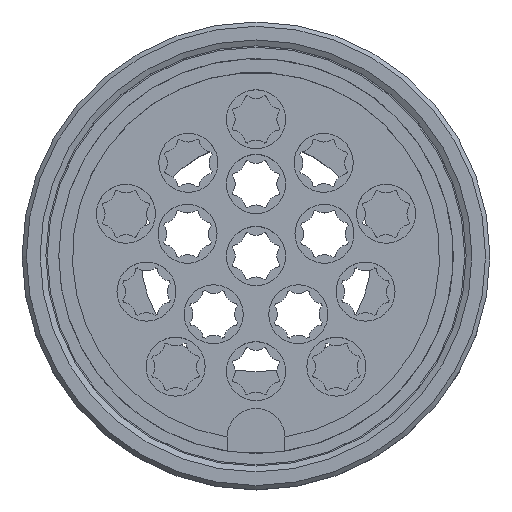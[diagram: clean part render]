
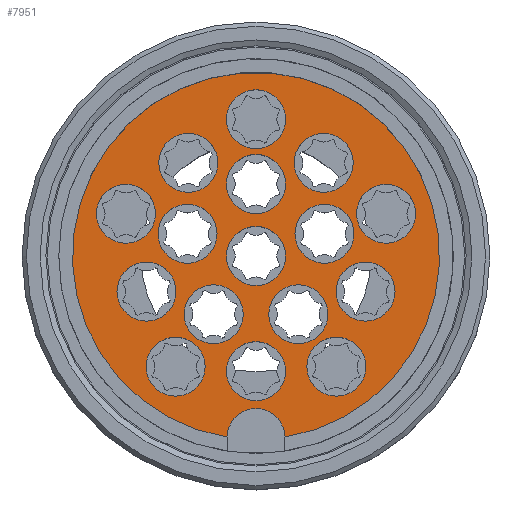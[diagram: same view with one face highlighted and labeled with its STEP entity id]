
A CAD part, top view. The second image highlights one B-rep face of the part: STEP entity #7951.
In plain terms, the highlighted planar face has unit normal (0, 0, 1).
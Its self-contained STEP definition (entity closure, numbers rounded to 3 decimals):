
#137=PLANE('',#8769);
#249=CIRCLE('',#8282,4.);
#556=CIRCLE('',#8768,25.5);
#557=CIRCLE('',#8770,4.1);
#558=CIRCLE('',#8771,4.1);
#559=CIRCLE('',#8772,4.1);
#560=CIRCLE('',#8773,4.1);
#561=CIRCLE('',#8774,4.1);
#562=CIRCLE('',#8775,4.1);
#563=CIRCLE('',#8776,4.1);
#564=CIRCLE('',#8777,4.1);
#565=CIRCLE('',#8778,4.1);
#566=CIRCLE('',#8779,4.1);
#567=CIRCLE('',#8780,4.1);
#568=CIRCLE('',#8781,4.1);
#569=CIRCLE('',#8782,4.1);
#570=CIRCLE('',#8783,4.1);
#571=CIRCLE('',#8784,4.1);
#572=CIRCLE('',#8785,4.1);
#1642=ORIENTED_EDGE('',*,*,#3919,.F.);
#1643=ORIENTED_EDGE('',*,*,#3276,.T.);
#1644=ORIENTED_EDGE('',*,*,#3922,.T.);
#1645=ORIENTED_EDGE('',*,*,#3923,.T.);
#1646=ORIENTED_EDGE('',*,*,#3924,.F.);
#1647=ORIENTED_EDGE('',*,*,#3925,.F.);
#1648=ORIENTED_EDGE('',*,*,#3926,.F.);
#1649=ORIENTED_EDGE('',*,*,#3927,.F.);
#1650=ORIENTED_EDGE('',*,*,#3928,.F.);
#1651=ORIENTED_EDGE('',*,*,#3929,.F.);
#1652=ORIENTED_EDGE('',*,*,#3930,.F.);
#1653=ORIENTED_EDGE('',*,*,#3931,.F.);
#1654=ORIENTED_EDGE('',*,*,#3932,.F.);
#1655=ORIENTED_EDGE('',*,*,#3933,.F.);
#1656=ORIENTED_EDGE('',*,*,#3934,.F.);
#1657=ORIENTED_EDGE('',*,*,#3935,.F.);
#1658=ORIENTED_EDGE('',*,*,#3936,.F.);
#1659=ORIENTED_EDGE('',*,*,#3937,.F.);
#3276=EDGE_CURVE('',#4445,#4447,#249,.T.);
#3919=EDGE_CURVE('',#4445,#4447,#556,.T.);
#3922=EDGE_CURVE('',#5053,#5053,#557,.T.);
#3923=EDGE_CURVE('',#5054,#5054,#558,.T.);
#3924=EDGE_CURVE('',#5055,#5055,#559,.T.);
#3925=EDGE_CURVE('',#5056,#5056,#560,.T.);
#3926=EDGE_CURVE('',#5057,#5057,#561,.T.);
#3927=EDGE_CURVE('',#5058,#5058,#562,.T.);
#3928=EDGE_CURVE('',#5059,#5059,#563,.T.);
#3929=EDGE_CURVE('',#5060,#5060,#564,.T.);
#3930=EDGE_CURVE('',#5061,#5061,#565,.T.);
#3931=EDGE_CURVE('',#5062,#5062,#566,.T.);
#3932=EDGE_CURVE('',#5063,#5063,#567,.T.);
#3933=EDGE_CURVE('',#5064,#5064,#568,.T.);
#3934=EDGE_CURVE('',#5065,#5065,#569,.T.);
#3935=EDGE_CURVE('',#5066,#5066,#570,.T.);
#3936=EDGE_CURVE('',#5067,#5067,#571,.T.);
#3937=EDGE_CURVE('',#5068,#5068,#572,.T.);
#4445=VERTEX_POINT('',#12263);
#4447=VERTEX_POINT('',#12267);
#5053=VERTEX_POINT('',#13994);
#5054=VERTEX_POINT('',#13996);
#5055=VERTEX_POINT('',#13998);
#5056=VERTEX_POINT('',#14000);
#5057=VERTEX_POINT('',#14002);
#5058=VERTEX_POINT('',#14004);
#5059=VERTEX_POINT('',#14006);
#5060=VERTEX_POINT('',#14008);
#5061=VERTEX_POINT('',#14010);
#5062=VERTEX_POINT('',#14012);
#5063=VERTEX_POINT('',#14014);
#5064=VERTEX_POINT('',#14016);
#5065=VERTEX_POINT('',#14018);
#5066=VERTEX_POINT('',#14020);
#5067=VERTEX_POINT('',#14022);
#5068=VERTEX_POINT('',#14024);
#6376=EDGE_LOOP('',(#1642,#1643));
#6377=EDGE_LOOP('',(#1644));
#6378=EDGE_LOOP('',(#1645));
#6379=EDGE_LOOP('',(#1646));
#6380=EDGE_LOOP('',(#1647));
#6381=EDGE_LOOP('',(#1648));
#6382=EDGE_LOOP('',(#1649));
#6383=EDGE_LOOP('',(#1650));
#6384=EDGE_LOOP('',(#1651));
#6385=EDGE_LOOP('',(#1652));
#6386=EDGE_LOOP('',(#1653));
#6387=EDGE_LOOP('',(#1654));
#6388=EDGE_LOOP('',(#1655));
#6389=EDGE_LOOP('',(#1656));
#6390=EDGE_LOOP('',(#1657));
#6391=EDGE_LOOP('',(#1658));
#6392=EDGE_LOOP('',(#1659));
#7030=FACE_BOUND('',#6376,.T.);
#7031=FACE_BOUND('',#6377,.T.);
#7032=FACE_BOUND('',#6378,.T.);
#7033=FACE_BOUND('',#6379,.T.);
#7034=FACE_BOUND('',#6380,.T.);
#7035=FACE_BOUND('',#6381,.T.);
#7036=FACE_BOUND('',#6382,.T.);
#7037=FACE_BOUND('',#6383,.T.);
#7038=FACE_BOUND('',#6384,.T.);
#7039=FACE_BOUND('',#6385,.T.);
#7040=FACE_BOUND('',#6386,.T.);
#7041=FACE_BOUND('',#6387,.T.);
#7042=FACE_BOUND('',#6388,.T.);
#7043=FACE_BOUND('',#6389,.T.);
#7044=FACE_BOUND('',#6390,.T.);
#7045=FACE_BOUND('',#6391,.T.);
#7046=FACE_BOUND('',#6392,.T.);
#7951=ADVANCED_FACE('',(#7030,#7031,#7032,#7033,#7034,#7035,#7036,#7037,
#7038,#7039,#7040,#7041,#7042,#7043,#7044,#7045,#7046),#137,.F.);
#8282=AXIS2_PLACEMENT_3D('',#12268,#9463,#9464);
#8768=AXIS2_PLACEMENT_3D('',#13989,#10735,#10736);
#8769=AXIS2_PLACEMENT_3D('',#13992,#10739,#10740);
#8770=AXIS2_PLACEMENT_3D('',#13993,#10741,#10742);
#8771=AXIS2_PLACEMENT_3D('',#13995,#10743,#10744);
#8772=AXIS2_PLACEMENT_3D('',#13997,#10745,#10746);
#8773=AXIS2_PLACEMENT_3D('',#13999,#10747,#10748);
#8774=AXIS2_PLACEMENT_3D('',#14001,#10749,#10750);
#8775=AXIS2_PLACEMENT_3D('',#14003,#10751,#10752);
#8776=AXIS2_PLACEMENT_3D('',#14005,#10753,#10754);
#8777=AXIS2_PLACEMENT_3D('',#14007,#10755,#10756);
#8778=AXIS2_PLACEMENT_3D('',#14009,#10757,#10758);
#8779=AXIS2_PLACEMENT_3D('',#14011,#10759,#10760);
#8780=AXIS2_PLACEMENT_3D('',#14013,#10761,#10762);
#8781=AXIS2_PLACEMENT_3D('',#14015,#10763,#10764);
#8782=AXIS2_PLACEMENT_3D('',#14017,#10765,#10766);
#8783=AXIS2_PLACEMENT_3D('',#14019,#10767,#10768);
#8784=AXIS2_PLACEMENT_3D('',#14021,#10769,#10770);
#8785=AXIS2_PLACEMENT_3D('',#14023,#10771,#10772);
#9463=DIRECTION('',(0.,0.,-1.));
#9464=DIRECTION('',(-1.,0.,0.));
#10735=DIRECTION('',(0.,0.,-1.));
#10736=DIRECTION('',(-1.,0.,0.));
#10739=DIRECTION('',(0.,0.,-1.));
#10740=DIRECTION('',(-1.,0.,0.));
#10741=DIRECTION('',(0.,0.,-1.));
#10742=DIRECTION('',(-1.,0.,0.));
#10743=DIRECTION('',(0.,0.,-1.));
#10744=DIRECTION('',(-1.,0.,0.));
#10745=DIRECTION('',(0.,0.,1.));
#10746=DIRECTION('',(1.,0.,0.));
#10747=DIRECTION('',(0.,0.,1.));
#10748=DIRECTION('',(1.,0.,0.));
#10749=DIRECTION('',(0.,0.,1.));
#10750=DIRECTION('',(1.,0.,0.));
#10751=DIRECTION('',(0.,0.,1.));
#10752=DIRECTION('',(1.,0.,0.));
#10753=DIRECTION('',(0.,0.,1.));
#10754=DIRECTION('',(1.,0.,0.));
#10755=DIRECTION('',(0.,0.,1.));
#10756=DIRECTION('',(1.,0.,0.));
#10757=DIRECTION('',(0.,0.,1.));
#10758=DIRECTION('',(1.,0.,0.));
#10759=DIRECTION('',(0.,0.,1.));
#10760=DIRECTION('',(1.,0.,0.));
#10761=DIRECTION('',(0.,0.,1.));
#10762=DIRECTION('',(1.,0.,0.));
#10763=DIRECTION('',(0.,0.,1.));
#10764=DIRECTION('',(1.,0.,0.));
#10765=DIRECTION('',(0.,0.,1.));
#10766=DIRECTION('',(1.,0.,0.));
#10767=DIRECTION('',(0.,0.,1.));
#10768=DIRECTION('',(1.,0.,0.));
#10769=DIRECTION('',(0.,0.,1.));
#10770=DIRECTION('',(1.,0.,0.));
#10771=DIRECTION('',(0.,0.,1.));
#10772=DIRECTION('',(1.,0.,0.));
#12263=CARTESIAN_POINT('',(-4.,-25.184,4.5));
#12267=CARTESIAN_POINT('',(4.,-25.184,4.5));
#12268=CARTESIAN_POINT('',(0.,-25.2,4.5));
#13989=CARTESIAN_POINT('',(0.,0.,4.5));
#13992=CARTESIAN_POINT('',(0.,0.,4.5));
#13993=CARTESIAN_POINT('',(0.,19.,4.5));
#13994=CARTESIAN_POINT('',(-4.1,19.,4.5));
#13995=CARTESIAN_POINT('',(0.,10.,4.5));
#13996=CARTESIAN_POINT('',(-4.1,10.,4.5));
#13997=CARTESIAN_POINT('',(9.511,3.09,4.5));
#13998=CARTESIAN_POINT('',(13.611,3.09,4.5));
#13999=CARTESIAN_POINT('',(5.878,-8.09,4.5));
#14000=CARTESIAN_POINT('',(9.978,-8.09,4.5));
#14001=CARTESIAN_POINT('',(-5.878,-8.09,4.5));
#14002=CARTESIAN_POINT('',(-1.778,-8.09,4.5));
#14003=CARTESIAN_POINT('',(-9.511,3.09,4.5));
#14004=CARTESIAN_POINT('',(-5.411,3.09,4.5));
#14005=CARTESIAN_POINT('',(-15.217,-4.944,4.5));
#14006=CARTESIAN_POINT('',(-11.117,-4.944,4.5));
#14007=CARTESIAN_POINT('',(-9.405,12.944,4.5));
#14008=CARTESIAN_POINT('',(-5.305,12.944,4.5));
#14009=CARTESIAN_POINT('',(9.405,12.944,4.5));
#14010=CARTESIAN_POINT('',(13.505,12.944,4.5));
#14011=CARTESIAN_POINT('',(15.217,-4.944,4.5));
#14012=CARTESIAN_POINT('',(19.317,-4.944,4.5));
#14013=CARTESIAN_POINT('',(0.,-16.,4.5));
#14014=CARTESIAN_POINT('',(4.1,-16.,4.5));
#14015=CARTESIAN_POINT('',(-18.07,5.871,4.5));
#14016=CARTESIAN_POINT('',(-13.97,5.871,4.5));
#14017=CARTESIAN_POINT('',(-11.168,-15.371,4.5));
#14018=CARTESIAN_POINT('',(-7.068,-15.371,4.5));
#14019=CARTESIAN_POINT('',(11.168,-15.371,4.5));
#14020=CARTESIAN_POINT('',(15.268,-15.371,4.5));
#14021=CARTESIAN_POINT('',(18.07,5.871,4.5));
#14022=CARTESIAN_POINT('',(22.17,5.871,4.5));
#14023=CARTESIAN_POINT('',(0.,0.,4.5));
#14024=CARTESIAN_POINT('',(4.1,0.,4.5));
